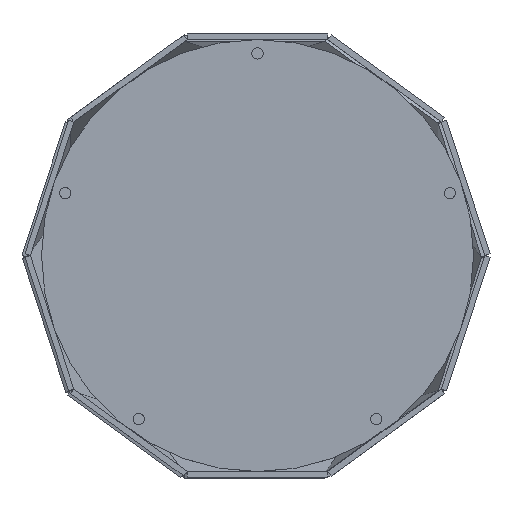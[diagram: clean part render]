
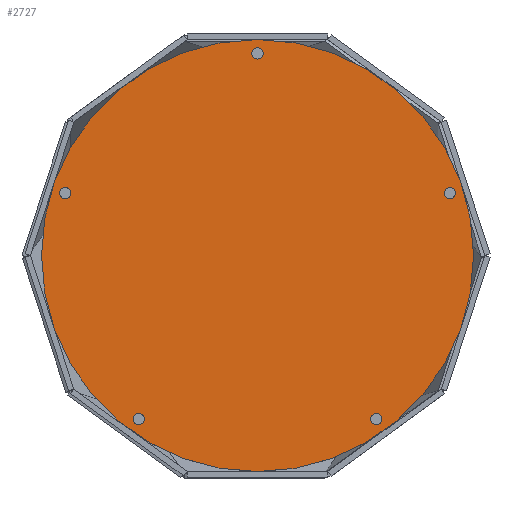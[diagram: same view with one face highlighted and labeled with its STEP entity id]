
A CAD part, top view. The second image highlights one B-rep face of the part: STEP entity #2727.
In plain terms, the highlighted planar face has unit normal (0, 0, 1).
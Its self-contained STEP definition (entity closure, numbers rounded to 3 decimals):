
#154=FACE_BOUND('',#517,.T.);
#155=FACE_BOUND('',#518,.T.);
#156=FACE_BOUND('',#519,.T.);
#157=FACE_BOUND('',#520,.T.);
#158=FACE_BOUND('',#521,.T.);
#172=PLANE('',#3063);
#335=FACE_OUTER_BOUND('',#516,.T.);
#516=EDGE_LOOP('',(#2005));
#517=EDGE_LOOP('',(#2006));
#518=EDGE_LOOP('',(#2007));
#519=EDGE_LOOP('',(#2008));
#520=EDGE_LOOP('',(#2009));
#521=EDGE_LOOP('',(#2010));
#1363=CIRCLE('',#3054,2.);
#1364=CIRCLE('',#3056,76.942);
#1370=CIRCLE('',#3064,2.);
#1371=CIRCLE('',#3065,2.);
#1372=CIRCLE('',#3066,2.);
#1373=CIRCLE('',#3067,2.);
#1394=VERTEX_POINT('',#4085);
#1395=VERTEX_POINT('',#4089);
#1401=VERTEX_POINT('',#4104);
#1402=VERTEX_POINT('',#4106);
#1403=VERTEX_POINT('',#4108);
#1404=VERTEX_POINT('',#4110);
#1634=EDGE_CURVE('',#1394,#1394,#1363,.T.);
#1635=EDGE_CURVE('',#1395,#1395,#1364,.T.);
#1642=EDGE_CURVE('',#1401,#1401,#1370,.T.);
#1643=EDGE_CURVE('',#1402,#1402,#1371,.T.);
#1644=EDGE_CURVE('',#1403,#1403,#1372,.T.);
#1645=EDGE_CURVE('',#1404,#1404,#1373,.T.);
#2005=ORIENTED_EDGE('',*,*,#1635,.T.);
#2006=ORIENTED_EDGE('',*,*,#1642,.T.);
#2007=ORIENTED_EDGE('',*,*,#1643,.T.);
#2008=ORIENTED_EDGE('',*,*,#1644,.T.);
#2009=ORIENTED_EDGE('',*,*,#1645,.T.);
#2010=ORIENTED_EDGE('',*,*,#1634,.T.);
#2727=ADVANCED_FACE('',(#335,#154,#155,#156,#157,#158),#172,.F.);
#3054=AXIS2_PLACEMENT_3D('',#4087,#3293,#3294);
#3056=AXIS2_PLACEMENT_3D('',#4090,#3297,#3298);
#3063=AXIS2_PLACEMENT_3D('',#4103,#3312,#3313);
#3064=AXIS2_PLACEMENT_3D('',#4105,#3314,#3315);
#3065=AXIS2_PLACEMENT_3D('',#4107,#3316,#3317);
#3066=AXIS2_PLACEMENT_3D('',#4109,#3318,#3319);
#3067=AXIS2_PLACEMENT_3D('',#4111,#3320,#3321);
#3293=DIRECTION('center_axis',(0.,0.,-1.));
#3294=DIRECTION('ref_axis',(1.,0.,0.));
#3297=DIRECTION('center_axis',(0.,0.,1.));
#3298=DIRECTION('ref_axis',(1.,0.,0.));
#3312=DIRECTION('center_axis',(0.,0.,-1.));
#3313=DIRECTION('ref_axis',(1.,0.,0.));
#3314=DIRECTION('center_axis',(0.,0.,-1.));
#3315=DIRECTION('ref_axis',(0.309,-0.951,0.));
#3316=DIRECTION('center_axis',(0.,0.,-1.));
#3317=DIRECTION('ref_axis',(-0.809,-0.588,0.));
#3318=DIRECTION('center_axis',(0.,0.,-1.));
#3319=DIRECTION('ref_axis',(-0.809,0.588,0.));
#3320=DIRECTION('center_axis',(0.,0.,-1.));
#3321=DIRECTION('ref_axis',(0.309,0.951,0.));
#4085=CARTESIAN_POINT('',(-2.,114.533,86.819));
#4087=CARTESIAN_POINT('Origin',(0.,114.533,86.819));
#4089=CARTESIAN_POINT('',(-76.942,42.533,86.819));
#4090=CARTESIAN_POINT('Origin',(0.,42.533,86.819));
#4103=CARTESIAN_POINT('Origin',(0.,42.533,86.819));
#4104=CARTESIAN_POINT('',(67.858,66.684,86.819));
#4105=CARTESIAN_POINT('Origin',(68.476,64.782,86.819));
#4106=CARTESIAN_POINT('',(43.939,-14.541,86.819));
#4107=CARTESIAN_POINT('Origin',(42.321,-15.717,86.819));
#4108=CARTESIAN_POINT('',(-40.703,-16.892,86.819));
#4109=CARTESIAN_POINT('Origin',(-42.321,-15.717,86.819));
#4110=CARTESIAN_POINT('',(-69.094,62.88,86.819));
#4111=CARTESIAN_POINT('Origin',(-68.476,64.782,86.819));
